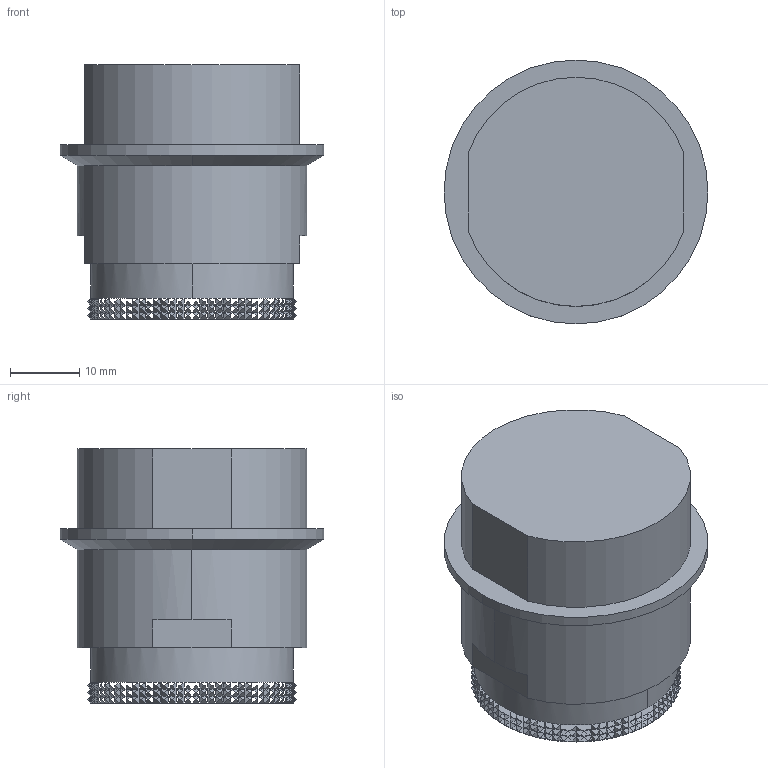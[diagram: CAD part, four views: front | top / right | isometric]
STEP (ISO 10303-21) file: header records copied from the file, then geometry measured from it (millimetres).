
FILE_DESCRIPTION((''),'2;1');
FILE_NAME('PEW_5F_SOLID_SW0001','2008-10-17T',('ecanderssen'),(''),'PRO/ENGINEER BY PARAMETRIC TECHNOLOGY CORPORATION, 2008250','PRO/ENGINEER BY PARAMETRIC TECHNOLOGY CORPORATION, 2008250','');
FILE_SCHEMA(('CONFIG_CONTROL_DESIGN'));
Length unit declared in the file: millimetre
Products named in the file (1): PEW_5F_SOLID_SW0001
Bounding box: 38 x 38 x 36.6 mm (x, y, z)
Volume: 15187.3 mm3; surface area: 7382.6 mm2
Topology: 1 solids, 6 shells, 633 faces, 1684 edges, 1034 vertices
Faces by surface type: cone 386, plane 239, cylinder 8
Entity records: 20784 total; most frequent: CARTESIAN_POINT 7242, DIRECTION 2628, ORIENTED_EDGE 2546, EDGE_CURVE 1680, AXIS2_PLACEMENT_3D 1200, VERTEX_POINT 1032, B_SPLINE_CURVE_WITH_KNOTS 876, EDGE_LOOP 623
